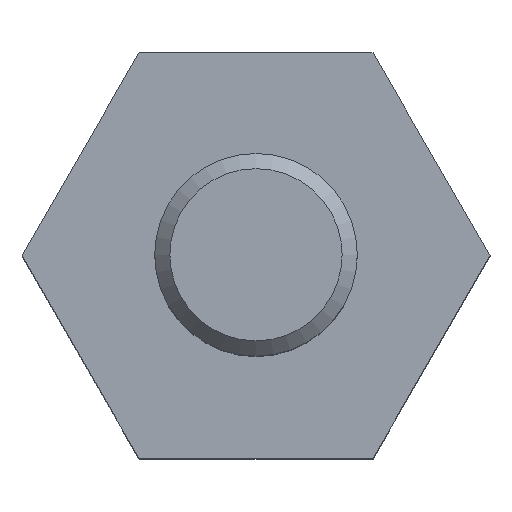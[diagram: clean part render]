
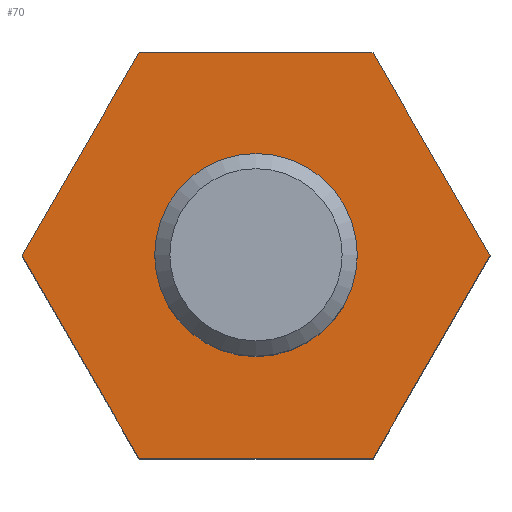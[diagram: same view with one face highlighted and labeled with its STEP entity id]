
A CAD part, top view. The second image highlights one B-rep face of the part: STEP entity #70.
In plain terms, the highlighted planar face has unit normal (0, 0, 1).
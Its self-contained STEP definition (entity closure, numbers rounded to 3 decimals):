
#70 = ADVANCED_FACE( '', ( #154, #155 ), #156, .T. );
#154 = FACE_BOUND( '', #252, .T. );
#155 = FACE_OUTER_BOUND( '', #253, .T. );
#156 = PLANE( '', #254 );
#252 = EDGE_LOOP( '', ( #383 ) );
#253 = EDGE_LOOP( '', ( #384, #385, #386, #387, #388, #389 ) );
#254 = AXIS2_PLACEMENT_3D( '', #390, #391, #392 );
#383 = ORIENTED_EDGE( '', *, *, #534, .T. );
#384 = ORIENTED_EDGE( '', *, *, #535, .T. );
#385 = ORIENTED_EDGE( '', *, *, #536, .T. );
#386 = ORIENTED_EDGE( '', *, *, #537, .T. );
#387 = ORIENTED_EDGE( '', *, *, #508, .T. );
#388 = ORIENTED_EDGE( '', *, *, #532, .T. );
#389 = ORIENTED_EDGE( '', *, *, #538, .T. );
#390 = CARTESIAN_POINT( '', ( 0., 0., 0. ) );
#391 = DIRECTION( '', ( 0., 0., 1. ) );
#392 = DIRECTION( '', ( 1., 0., 0. ) );
#508 = EDGE_CURVE( '', #578, #584, #586, .T. );
#532 = EDGE_CURVE( '', #584, #620, #622, .T. );
#534 = EDGE_CURVE( '', #624, #624, #625, .F. );
#535 = EDGE_CURVE( '', #626, #627, #628, .T. );
#536 = EDGE_CURVE( '', #627, #629, #630, .T. );
#537 = EDGE_CURVE( '', #629, #578, #631, .T. );
#538 = EDGE_CURVE( '', #620, #626, #632, .T. );
#578 = VERTEX_POINT( '', #676 );
#584 = VERTEX_POINT( '', #685 );
#586 = LINE( '', #688, #689 );
#620 = VERTEX_POINT( '', #728 );
#622 = LINE( '', #731, #732 );
#624 = VERTEX_POINT( '', #734 );
#625 = CIRCLE( '', #735, 1.85 );
#626 = VERTEX_POINT( '', #736 );
#627 = VERTEX_POINT( '', #737 );
#628 = LINE( '', #738, #739 );
#629 = VERTEX_POINT( '', #740 );
#630 = LINE( '', #741, #742 );
#631 = LINE( '', #743, #744 );
#632 = LINE( '', #745, #746 );
#676 = CARTESIAN_POINT( '', ( 2.309, 4., 0. ) );
#685 = CARTESIAN_POINT( '', ( -2.309, 4., 0. ) );
#688 = CARTESIAN_POINT( '', ( 2.309, 4., 0. ) );
#689 = VECTOR( '', #802, 1000. );
#728 = CARTESIAN_POINT( '', ( -4.619, 0., 0. ) );
#731 = CARTESIAN_POINT( '', ( -2.309, 4., 0. ) );
#732 = VECTOR( '', #839, 1000. );
#734 = CARTESIAN_POINT( '', ( 1.85, 0., 0. ) );
#735 = AXIS2_PLACEMENT_3D( '', #840, #841, #842 );
#736 = CARTESIAN_POINT( '', ( -2.309, -4., 0. ) );
#737 = CARTESIAN_POINT( '', ( 2.309, -4., 0. ) );
#738 = CARTESIAN_POINT( '', ( -2.309, -4., 0. ) );
#739 = VECTOR( '', #843, 1000. );
#740 = CARTESIAN_POINT( '', ( 4.619, 0., 0. ) );
#741 = CARTESIAN_POINT( '', ( 2.309, -4., 0. ) );
#742 = VECTOR( '', #844, 1000. );
#743 = CARTESIAN_POINT( '', ( 4.619, 0., 0. ) );
#744 = VECTOR( '', #845, 1000. );
#745 = CARTESIAN_POINT( '', ( -4.619, 0., 0. ) );
#746 = VECTOR( '', #846, 1000. );
#802 = DIRECTION( '', ( -1., 0., 0. ) );
#839 = DIRECTION( '', ( -0.5, -0.866, 0. ) );
#840 = CARTESIAN_POINT( '', ( 0., 0., 0. ) );
#841 = DIRECTION( '', ( 0., 0., 1. ) );
#842 = DIRECTION( '', ( 1., 0., 0. ) );
#843 = DIRECTION( '', ( 1., 0., 0. ) );
#844 = DIRECTION( '', ( 0.5, 0.866, 0. ) );
#845 = DIRECTION( '', ( -0.5, 0.866, 0. ) );
#846 = DIRECTION( '', ( 0.5, -0.866, 0. ) );
